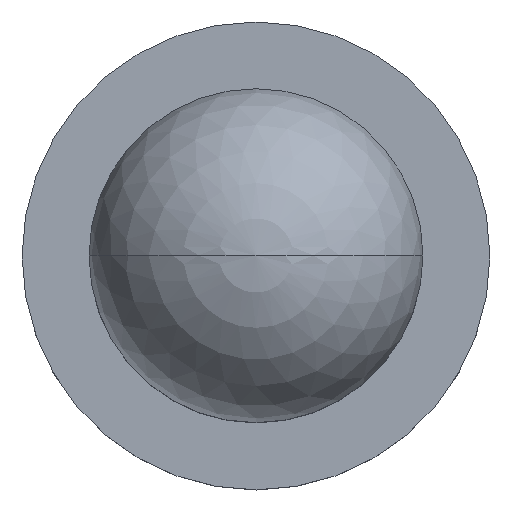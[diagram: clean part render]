
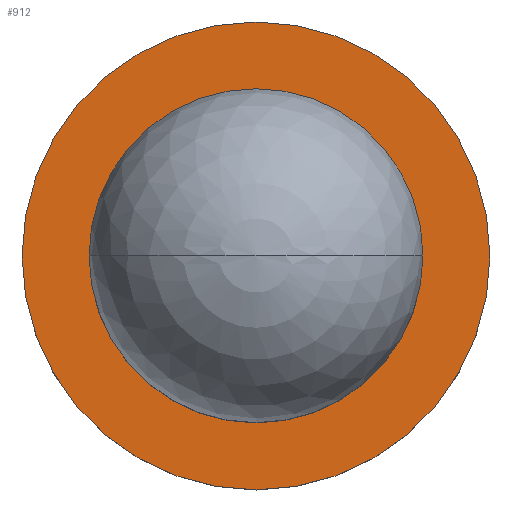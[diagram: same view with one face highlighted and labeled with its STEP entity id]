
A CAD part, top view. The second image highlights one B-rep face of the part: STEP entity #912.
In plain terms, the highlighted planar face has unit normal (0, 0, 1).
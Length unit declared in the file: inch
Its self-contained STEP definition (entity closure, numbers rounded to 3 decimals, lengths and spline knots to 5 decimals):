
#535=CARTESIAN_POINT('',(0.188,0.0,0.5335));
#536=VERTEX_POINT('',#535);
#552=CARTESIAN_POINT('',(-0.088,0.,0.5335));
#553=VERTEX_POINT('',#552);
#560=CARTESIAN_POINT('',(0.05,0.0,0.5335));
#561=DIRECTION('',(0.0,0.0,1.0));
#562=DIRECTION('',(1.0,0.0,0.0));
#563=AXIS2_PLACEMENT_3D('',#560,#561,#562);
#564=CIRCLE('',#563,0.138);
#565=EDGE_CURVE('',#536,#553,#564,.T.);
#871=CARTESIAN_POINT('',(0.05,0.0,0.5335));
#872=DIRECTION('',(0.0,0.0,1.0));
#873=DIRECTION('',(1.0,0.0,0.0));
#874=AXIS2_PLACEMENT_3D('',#871,#872,#873);
#875=CIRCLE('',#874,0.138);
#876=EDGE_CURVE('',#553,#536,#875,.T.);
#903=CARTESIAN_POINT('',(0.05,0.0,0.5335));
#904=DIRECTION('',(0.0,0.0,1.0));
#905=DIRECTION('',(1.0,0.0,0.0));
#906=AXIS2_PLACEMENT_3D('',#903,#904,#905);
#907=PLANE('',#906);
#908=ORIENTED_EDGE('',*,*,#565,.T.);
#909=ORIENTED_EDGE('',*,*,#876,.T.);
#910=EDGE_LOOP('',(#908,#909));
#911=FACE_OUTER_BOUND('',#910,.T.);
#912=ADVANCED_FACE('',(#911),#907,.T.);
